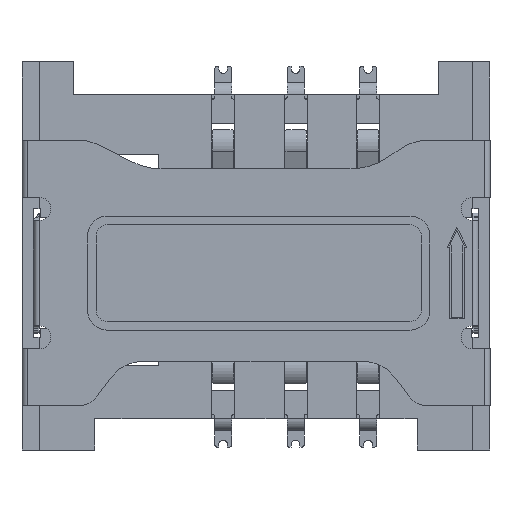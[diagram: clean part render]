
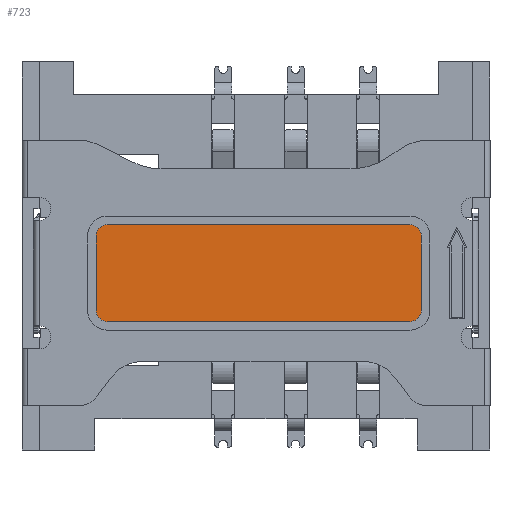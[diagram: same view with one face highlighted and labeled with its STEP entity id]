
A CAD part, top view. The second image highlights one B-rep face of the part: STEP entity #723.
In plain terms, the highlighted planar face has unit normal (0, 0, 1).
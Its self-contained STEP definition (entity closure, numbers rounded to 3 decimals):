
#723 = ADVANCED_FACE( '', ( #1788 ), #1789, .T. );
#1788 = FACE_OUTER_BOUND( '', #3265, .T. );
#1789 = PLANE( '', #3266 );
#3265 = EDGE_LOOP( '', ( #5200, #5201, #5202, #5203, #5204, #5205, #5206, #5207 ) );
#3266 = AXIS2_PLACEMENT_3D( '', #5208, #5209, #5210 );
#5200 = ORIENTED_EDGE( '', *, *, #9673, .F. );
#5201 = ORIENTED_EDGE( '', *, *, #9674, .F. );
#5202 = ORIENTED_EDGE( '', *, *, #9435, .F. );
#5203 = ORIENTED_EDGE( '', *, *, #9675, .F. );
#5204 = ORIENTED_EDGE( '', *, *, #9676, .F. );
#5205 = ORIENTED_EDGE( '', *, *, #9677, .F. );
#5206 = ORIENTED_EDGE( '', *, *, #9678, .F. );
#5207 = ORIENTED_EDGE( '', *, *, #9679, .F. );
#5208 = CARTESIAN_POINT( '', ( 0., 0., 0.2 ) );
#5209 = DIRECTION( '', ( 0., 0., 1. ) );
#5210 = DIRECTION( '', ( 1., 0., 0. ) );
#9435 = EDGE_CURVE( '', #11464, #11465, #11466, .T. );
#9673 = EDGE_CURVE( '', #11886, #11887, #11888, .T. );
#9674 = EDGE_CURVE( '', #11465, #11886, #11889, .T. );
#9675 = EDGE_CURVE( '', #11890, #11464, #11891, .T. );
#9676 = EDGE_CURVE( '', #11892, #11890, #11893, .T. );
#9677 = EDGE_CURVE( '', #11894, #11892, #11895, .T. );
#9678 = EDGE_CURVE( '', #11896, #11894, #11897, .T. );
#9679 = EDGE_CURVE( '', #11887, #11896, #11898, .T. );
#11464 = VERTEX_POINT( '', #14417 );
#11465 = VERTEX_POINT( '', #14418 );
#11466 = CIRCLE( '', #14419, 0.4 );
#11886 = VERTEX_POINT( '', #15034 );
#11887 = VERTEX_POINT( '', #15035 );
#11888 = CIRCLE( '', #15036, 0.4 );
#11889 = LINE( '', #15037, #15038 );
#11890 = VERTEX_POINT( '', #15039 );
#11891 = LINE( '', #15040, #15041 );
#11892 = VERTEX_POINT( '', #15042 );
#11893 = CIRCLE( '', #15043, 0.4 );
#11894 = VERTEX_POINT( '', #15044 );
#11895 = LINE( '', #15045, #15046 );
#11896 = VERTEX_POINT( '', #15047 );
#11897 = CIRCLE( '', #15048, 0.4 );
#11898 = LINE( '', #15049, #15050 );
#14417 = CARTESIAN_POINT( '', ( 5.205, 1.7, 0.2 ) );
#14418 = CARTESIAN_POINT( '', ( 5.605, 1.3, 0.2 ) );
#14419 = AXIS2_PLACEMENT_3D( '', #18257, #18258, #18259 );
#15034 = CARTESIAN_POINT( '', ( 5.605, -1.3, 0.2 ) );
#15035 = CARTESIAN_POINT( '', ( 5.205, -1.7, 0.2 ) );
#15036 = AXIS2_PLACEMENT_3D( '', #18503, #18504, #18505 );
#15037 = CARTESIAN_POINT( '', ( 5.605, 1.3, 0.2 ) );
#15038 = VECTOR( '', #18506, 1000. );
#15039 = CARTESIAN_POINT( '', ( -5.395, 1.7, 0.2 ) );
#15040 = CARTESIAN_POINT( '', ( -5.395, 1.7, 0.2 ) );
#15041 = VECTOR( '', #18507, 1000. );
#15042 = CARTESIAN_POINT( '', ( -5.795, 1.3, 0.2 ) );
#15043 = AXIS2_PLACEMENT_3D( '', #18508, #18509, #18510 );
#15044 = CARTESIAN_POINT( '', ( -5.795, -1.3, 0.2 ) );
#15045 = CARTESIAN_POINT( '', ( -5.795, -1.3, 0.2 ) );
#15046 = VECTOR( '', #18511, 1000. );
#15047 = CARTESIAN_POINT( '', ( -5.395, -1.7, 0.2 ) );
#15048 = AXIS2_PLACEMENT_3D( '', #18512, #18513, #18514 );
#15049 = CARTESIAN_POINT( '', ( 5.205, -1.7, 0.2 ) );
#15050 = VECTOR( '', #18515, 1000. );
#18257 = CARTESIAN_POINT( '', ( 5.205, 1.3, 0.2 ) );
#18258 = DIRECTION( '', ( 0., 0., -1. ) );
#18259 = DIRECTION( '', ( -1., 0., 0. ) );
#18503 = CARTESIAN_POINT( '', ( 5.205, -1.3, 0.2 ) );
#18504 = DIRECTION( '', ( 0., 0., -1. ) );
#18505 = DIRECTION( '', ( -1., 0., 0. ) );
#18506 = DIRECTION( '', ( 0., -1., 0. ) );
#18507 = DIRECTION( '', ( 1., 0., 0. ) );
#18508 = CARTESIAN_POINT( '', ( -5.395, 1.3, 0.2 ) );
#18509 = DIRECTION( '', ( 0., 0., -1. ) );
#18510 = DIRECTION( '', ( -1., 0., 0. ) );
#18511 = DIRECTION( '', ( 0., 1., 0. ) );
#18512 = CARTESIAN_POINT( '', ( -5.395, -1.3, 0.2 ) );
#18513 = DIRECTION( '', ( 0., 0., -1. ) );
#18514 = DIRECTION( '', ( 1., 0., 0. ) );
#18515 = DIRECTION( '', ( -1., 0., 0. ) );
